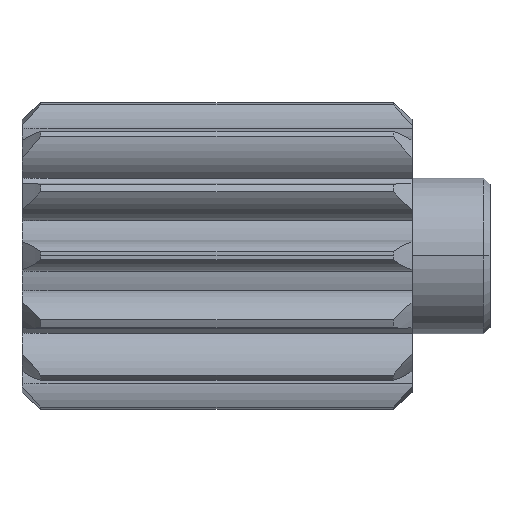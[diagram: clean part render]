
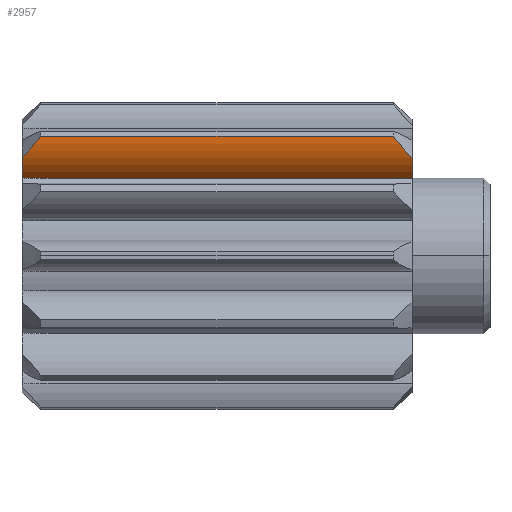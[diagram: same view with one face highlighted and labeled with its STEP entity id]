
A CAD part, top view. The second image highlights one B-rep face of the part: STEP entity #2957.
In plain terms, the highlighted cylindrical face has radius 2.223 mm (diameter 4.445 mm), a partial arc.
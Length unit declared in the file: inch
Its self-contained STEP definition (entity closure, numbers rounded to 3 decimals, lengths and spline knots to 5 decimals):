
#42 = CARTESIAN_POINT ( 'NONE',  ( 0.625, 0.19197, 0.07349 ) ) ;
#93 = CARTESIAN_POINT ( 'NONE',  ( 0.625, 0.15729, 0.15382 ) ) ;
#124 = VECTOR ( 'NONE', #140, 39.37008 ) ;
#140 = DIRECTION ( 'NONE',  ( -1., 0., 0. ) ) ;
#142 = CARTESIAN_POINT ( 'NONE',  ( 6., 0.19127, 0.16098 ) ) ;
#253 = ORIENTED_EDGE ( 'NONE', *, *, #281, .T. ) ;
#281 = EDGE_CURVE ( 'NONE', #473, #1009, #2594, .T. ) ;
#364 = FACE_OUTER_BOUND ( 'NONE', #940, .T. ) ;
#384 = CARTESIAN_POINT ( 'NONE',  ( 0., 0.12439, 0.12906 ) ) ;
#419 = DIRECTION ( 'NONE',  ( -1., 0., 0. ) ) ;
#448 = CARTESIAN_POINT ( 'NONE',  ( 0.03, 0.19127, 0.16098 ) ) ;
#473 = VERTEX_POINT ( 'NONE', #507 ) ;
#507 = CARTESIAN_POINT ( 'NONE',  ( 0.625, 0.12439, 0.12906 ) ) ;
#537 = ORIENTED_EDGE ( 'NONE', *, *, #2815, .T. ) ;
#601 = DIRECTION ( 'NONE',  ( -1., 0., 0. ) ) ;
#618 = DIRECTION ( 'NONE',  ( 0., 0., 1. ) ) ;
#634 = B_SPLINE_CURVE_WITH_KNOTS ( 'NONE', 3,
 ( #821, #2116, #1835, #2664 ),
 .UNSPECIFIED., .F., .F.,
 ( 4, 4 ),
 ( 0., 0.00117 ),
 .UNSPECIFIED. ) ;
#657 = ORIENTED_EDGE ( 'NONE', *, *, #962, .F. ) ;
#736 = CIRCLE ( 'NONE', #847, 0.0875 ) ;
#821 = CARTESIAN_POINT ( 'NONE',  ( 0.625, 0.15729, 0.15382 ) ) ;
#847 = AXIS2_PLACEMENT_3D ( 'NONE', #3272, #2989, #2741 ) ;
#940 = EDGE_LOOP ( 'NONE', ( #2282, #3229, #3198, #657, #253, #537 ) ) ;
#962 = EDGE_CURVE ( 'NONE', #473, #3413, #1966, .T. ) ;
#1009 = VERTEX_POINT ( 'NONE', #93 ) ;
#1116 = CARTESIAN_POINT ( 'NONE',  ( 12., 0.19197, 0.07349 ) ) ;
#1256 = CARTESIAN_POINT ( 'NONE',  ( 0.01056, 0.16768, 0.1583 ) ) ;
#1394 = CARTESIAN_POINT ( 'NONE',  ( 0.595, 0.19127, 0.16098 ) ) ;
#1451 = CARTESIAN_POINT ( 'NONE',  ( 12., 0.12439, 0.12906 ) ) ;
#1500 = EDGE_CURVE ( 'NONE', #3353, #1850, #2404, .T. ) ;
#1516 = CARTESIAN_POINT ( 'NONE',  ( 0.02054, 0.17899, 0.16088 ) ) ;
#1642 = DIRECTION ( 'NONE',  ( 0., 0., -1. ) ) ;
#1796 = CARTESIAN_POINT ( 'NONE',  ( 0., 0.15729, 0.15382 ) ) ;
#1835 = CARTESIAN_POINT ( 'NONE',  ( 0.60446, 0.17899, 0.16088 ) ) ;
#1839 = DIRECTION ( 'NONE',  ( -1., 0., 0. ) ) ;
#1850 = VERTEX_POINT ( 'NONE', #3416 ) ;
#1966 = LINE ( 'NONE', #1451, #124 ) ;
#2116 = CARTESIAN_POINT ( 'NONE',  ( 0.61444, 0.16768, 0.1583 ) ) ;
#2282 = ORIENTED_EDGE ( 'NONE', *, *, #2765, .T. ) ;
#2291 = EDGE_CURVE ( 'NONE', #3413, #1850, #736, .T. ) ;
#2404 = B_SPLINE_CURVE_WITH_KNOTS ( 'NONE', 3,
 ( #448, #1516, #1256, #1796 ),
 .UNSPECIFIED., .F., .F.,
 ( 4, 4 ),
 ( 0., 0.00117 ),
 .UNSPECIFIED. ) ;
#2568 = VERTEX_POINT ( 'NONE', #1394 ) ;
#2594 = CIRCLE ( 'NONE', #3327, 0.0875 ) ;
#2649 = CARTESIAN_POINT ( 'NONE',  ( 0.03, 0.19127, 0.16098 ) ) ;
#2664 = CARTESIAN_POINT ( 'NONE',  ( 0.595, 0.19127, 0.16098 ) ) ;
#2703 = AXIS2_PLACEMENT_3D ( 'NONE', #1116, #601, #618 ) ;
#2741 = DIRECTION ( 'NONE',  ( 0., 0.782, -0.623 ) ) ;
#2765 = EDGE_CURVE ( 'NONE', #2568, #3353, #2832, .T. ) ;
#2791 = CYLINDRICAL_SURFACE ( 'NONE', #2703, 0.0875 ) ;
#2815 = EDGE_CURVE ( 'NONE', #1009, #2568, #634, .T. ) ;
#2832 = LINE ( 'NONE', #142, #2932 ) ;
#2932 = VECTOR ( 'NONE', #419, 39.37008 ) ;
#2957 = ADVANCED_FACE ( 'NONE', ( #364 ), #2791, .T. ) ;
#2989 = DIRECTION ( 'NONE',  ( -1., 0., 0. ) ) ;
#3198 = ORIENTED_EDGE ( 'NONE', *, *, #2291, .F. ) ;
#3229 = ORIENTED_EDGE ( 'NONE', *, *, #1500, .T. ) ;
#3272 = CARTESIAN_POINT ( 'NONE',  ( 0., 0.19197, 0.07349 ) ) ;
#3327 = AXIS2_PLACEMENT_3D ( 'NONE', #42, #1839, #1642 ) ;
#3353 = VERTEX_POINT ( 'NONE', #2649 ) ;
#3413 = VERTEX_POINT ( 'NONE', #384 ) ;
#3416 = CARTESIAN_POINT ( 'NONE',  ( 0., 0.15729, 0.15382 ) ) ;
